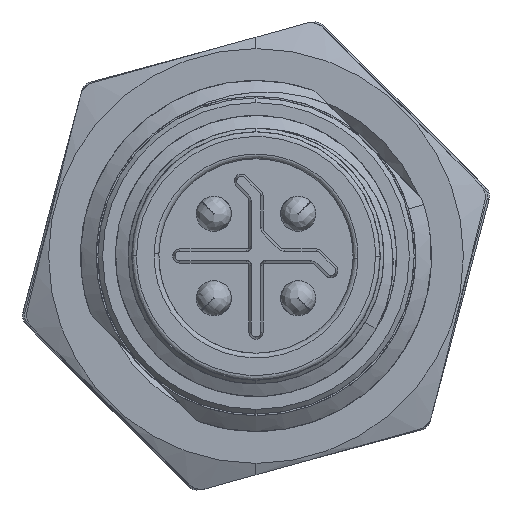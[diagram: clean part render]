
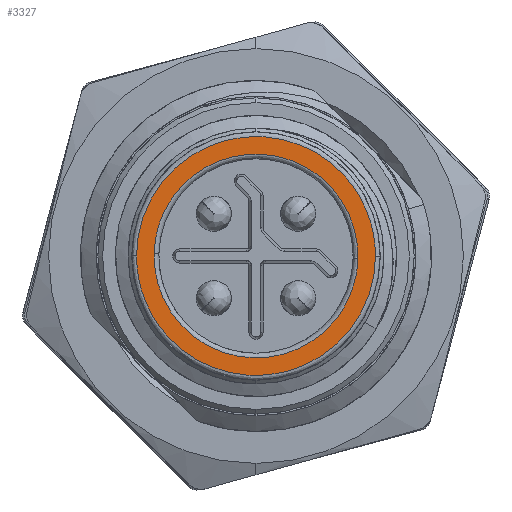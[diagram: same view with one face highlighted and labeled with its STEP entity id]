
A CAD part, left-side view. The second image highlights one B-rep face of the part: STEP entity #3327.
In plain terms, the highlighted planar face has unit normal (-1, 0, 0).
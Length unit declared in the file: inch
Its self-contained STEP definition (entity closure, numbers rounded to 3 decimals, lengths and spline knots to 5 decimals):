
#127 = CARTESIAN_POINT ( 'NONE',  ( -0.07874, -0.20079, 0.40089 ) ) ;
#815 = CARTESIAN_POINT ( 'NONE',  ( -0.07874, 0.20079, 0. ) ) ;
#1059 = CARTESIAN_POINT ( 'NONE',  ( -0.07874, 0.17144, -0.00578 ) ) ;
#1200 = CARTESIAN_POINT ( 'NONE',  ( -0.07874, 0.20079, 0. ) ) ;
#2571 = EDGE_CURVE ( 'NONE', #5661, #34799, #12711, .T. ) ;
#2813 = PLANE ( 'NONE',  #10746 ) ;
#3011 = CARTESIAN_POINT ( 'NONE',  ( -0.07874, 0.2001, 0.40123 ) ) ;
#3327 = ADVANCED_FACE ( 'NONE', ( #11808, #14511 ), #2813, .F. ) ;
#3372 = DIRECTION ( 'NONE',  ( 0., 0., -1. ) ) ;
#3518 = CARTESIAN_POINT ( 'NONE',  ( -0.07874, -0.17122, -0.00375 ) ) ;
#3538 = CARTESIAN_POINT ( 'NONE',  ( -0.07874, 0.16946, 0.02476 ) ) ;
#3696 = CARTESIAN_POINT ( 'NONE',  ( -0.07874, 0.20079, 0.00011 ) ) ;
#4180 = EDGE_CURVE ( 'NONE', #34799, #23447, #23272, .T. ) ;
#4311 = ORIENTED_EDGE ( 'NONE', *, *, #34673, .F. ) ;
#4638 = CARTESIAN_POINT ( 'NONE',  ( -0.07874, 0.20079, -0.40089 ) ) ;
#5499 = CARTESIAN_POINT ( 'NONE',  ( -0.07874, 0.20079, 0.00034 ) ) ;
#5630 = CARTESIAN_POINT ( 'NONE',  ( -0.07874, 0.16946, 0.02476 ) ) ;
#5661 = VERTEX_POINT ( 'NONE', #815 ) ;
#6006 = ORIENTED_EDGE ( 'NONE', *, *, #4180, .F. ) ;
#6438 = CARTESIAN_POINT ( 'NONE',  ( -0.07874, 0.16946, -0.02476 ) ) ;
#7526 = CARTESIAN_POINT ( 'NONE',  ( -0.07874, -0.20079, -0.00034 ) ) ;
#8308 = CARTESIAN_POINT ( 'NONE',  ( -0.07874, 0.17123, 0.00375 ) ) ;
#8374 = CARTESIAN_POINT ( 'NONE',  ( -0.07874, 0.12717, -0.31422 ) ) ;
#9145 = CARTESIAN_POINT ( 'NONE',  ( -0.07874, 0.20079, 0.00034 ) ) ;
#9461 = EDGE_CURVE ( 'NONE', #23447, #19080, #18152, .T. ) ;
#9509 = DIRECTION ( 'NONE',  ( 1., 0., 0. ) ) ;
#9829 = CARTESIAN_POINT ( 'NONE',  ( -0.07874, 0.20079, 0. ) ) ;
#10276 = EDGE_CURVE ( 'NONE', #16181, #23662, #17964, .T. ) ;
#10746 = AXIS2_PLACEMENT_3D ( 'NONE', #30409, #9509, #3372 ) ;
#10756 = CARTESIAN_POINT ( 'NONE',  ( -0.07874, 0.16946, 0.02476 ) ) ;
#11040 = CARTESIAN_POINT ( 'NONE',  ( -0.07874, -0.16481, -0.29621 ) ) ;
#11808 = FACE_BOUND ( 'NONE', #15758, .T. ) ;
#12711 =( BOUNDED_CURVE ( )  B_SPLINE_CURVE ( 3, ( #9829, #3696, #33195, #30537 ),
 .UNSPECIFIED., .F., .T. ) 
 B_SPLINE_CURVE_WITH_KNOTS ( ( 4, 4 ),
 ( 0., 0.00055 ),
 .UNSPECIFIED. ) 
 CURVE ( )  GEOMETRIC_REPRESENTATION_ITEM ( )  RATIONAL_B_SPLINE_CURVE ( ( 1., 1., 1., 1. ) ) 
 REPRESENTATION_ITEM ( '' )  );
#13820 = CARTESIAN_POINT ( 'NONE',  ( -0.07874, -0.17122, -0.00375 ) ) ;
#14511 = FACE_OUTER_BOUND ( 'NONE', #30737, .T. ) ;
#14579 = VERTEX_POINT ( 'NONE', #3538 ) ;
#15237 = CARTESIAN_POINT ( 'NONE',  ( -0.07874, -0.20079, 0. ) ) ;
#15686 = B_SPLINE_CURVE_WITH_KNOTS ( 'NONE', 3,
 ( #5630, #25948, #37627, #8308 ),
 .UNSPECIFIED., .F., .F.,
 ( 4, 4 ),
 ( 0., 0.42426 ),
 .UNSPECIFIED. ) ;
#15758 = EDGE_LOOP ( 'NONE', ( #24425, #37357, #4311, #25023 ) ) ;
#15925 = CARTESIAN_POINT ( 'NONE',  ( -0.07874, -0.20079, -0.00023 ) ) ;
#16181 = VERTEX_POINT ( 'NONE', #19269 ) ;
#17964 = B_SPLINE_CURVE_WITH_KNOTS ( 'NONE', 3,
 ( #21035, #1059, #32702, #6438 ),
 .UNSPECIFIED., .F., .F.,
 ( 4, 4 ),
 ( 0.42426, 1. ),
 .UNSPECIFIED. ) ;
#18152 =( BOUNDED_CURVE ( )  B_SPLINE_CURVE ( 3, ( #20804, #32477, #15925, #30314 ),
 .UNSPECIFIED., .F., .T. ) 
 B_SPLINE_CURVE_WITH_KNOTS ( ( 4, 4 ),
 ( 0., 0.00055 ),
 .UNSPECIFIED. ) 
 CURVE ( )  GEOMETRIC_REPRESENTATION_ITEM ( )  RATIONAL_B_SPLINE_CURVE ( ( 1., 1., 1., 1. ) ) 
 REPRESENTATION_ITEM ( '' )  );
#19080 = VERTEX_POINT ( 'NONE', #7526 ) ;
#19269 = CARTESIAN_POINT ( 'NONE',  ( -0.07874, 0.17123, 0.00375 ) ) ;
#19527 = CARTESIAN_POINT ( 'NONE',  ( -0.07874, -0.17122, -0.00375 ) ) ;
#19590 =( BOUNDED_CURVE ( )  B_SPLINE_CURVE ( 3, ( #13820, #36135, #21598, #10756 ),
 .UNSPECIFIED., .F., .T. ) 
 B_SPLINE_CURVE_WITH_KNOTS ( ( 4, 4 ),
 ( 0.49634, 1. ),
 .UNSPECIFIED. ) 
 CURVE ( )  GEOMETRIC_REPRESENTATION_ITEM ( )  RATIONAL_B_SPLINE_CURVE ( ( 1., 0.374, 0.374, 1. ) ) 
 REPRESENTATION_ITEM ( '' )  );
#20130 = ORIENTED_EDGE ( 'NONE', *, *, #2571, .F. ) ;
#20371 =( BOUNDED_CURVE ( )  B_SPLINE_CURVE ( 3, ( #25070, #8374, #11040, #19527 ),
 .UNSPECIFIED., .F., .T. ) 
 B_SPLINE_CURVE_WITH_KNOTS ( ( 4, 4 ),
 ( 0., 0.49634 ),
 .UNSPECIFIED. ) 
 CURVE ( )  GEOMETRIC_REPRESENTATION_ITEM ( )  RATIONAL_B_SPLINE_CURVE ( ( 1., 0.389, 0.389, 1. ) ) 
 REPRESENTATION_ITEM ( '' )  );
#20804 = CARTESIAN_POINT ( 'NONE',  ( -0.07874, -0.20079, 0. ) ) ;
#20872 = CARTESIAN_POINT ( 'NONE',  ( -0.07874, -0.20079, 0. ) ) ;
#21035 = CARTESIAN_POINT ( 'NONE',  ( -0.07874, 0.17123, 0.00375 ) ) ;
#21598 = CARTESIAN_POINT ( 'NONE',  ( -0.07874, 0.12545, 0.32596 ) ) ;
#23272 =( BOUNDED_CURVE ( )  B_SPLINE_CURVE ( 3, ( #5499, #3011, #127, #20872 ),
 .UNSPECIFIED., .F., .T. ) 
 B_SPLINE_CURVE_WITH_KNOTS ( ( 4, 4 ),
 ( 0.00055, 1. ),
 .UNSPECIFIED. ) 
 CURVE ( )  GEOMETRIC_REPRESENTATION_ITEM ( )  RATIONAL_B_SPLINE_CURVE ( ( 1., 0.334, 0.334, 1. ) ) 
 REPRESENTATION_ITEM ( '' )  );
#23447 = VERTEX_POINT ( 'NONE', #15237 ) ;
#23520 = ORIENTED_EDGE ( 'NONE', *, *, #9461, .F. ) ;
#23662 = VERTEX_POINT ( 'NONE', #24611 ) ;
#24425 = ORIENTED_EDGE ( 'NONE', *, *, #25413, .F. ) ;
#24611 = CARTESIAN_POINT ( 'NONE',  ( -0.07874, 0.16946, -0.02476 ) ) ;
#25023 = ORIENTED_EDGE ( 'NONE', *, *, #10276, .F. ) ;
#25070 = CARTESIAN_POINT ( 'NONE',  ( -0.07874, 0.16946, -0.02476 ) ) ;
#25342 = CARTESIAN_POINT ( 'NONE',  ( -0.07874, -0.20079, -0.00034 ) ) ;
#25413 = EDGE_CURVE ( 'NONE', #14579, #16181, #15686, .T. ) ;
#25948 = CARTESIAN_POINT ( 'NONE',  ( -0.07874, 0.17048, 0.0178 ) ) ;
#26787 = ORIENTED_EDGE ( 'NONE', *, *, #30809, .F. ) ;
#28415 =( BOUNDED_CURVE ( )  B_SPLINE_CURVE ( 3, ( #25342, #36457, #4638, #1200 ),
 .UNSPECIFIED., .F., .T. ) 
 B_SPLINE_CURVE_WITH_KNOTS ( ( 4, 4 ),
 ( 0.00055, 1. ),
 .UNSPECIFIED. ) 
 CURVE ( )  GEOMETRIC_REPRESENTATION_ITEM ( )  RATIONAL_B_SPLINE_CURVE ( ( 1., 0.334, 0.334, 1. ) ) 
 REPRESENTATION_ITEM ( '' )  );
#28435 = EDGE_CURVE ( 'NONE', #32703, #14579, #19590, .T. ) ;
#30314 = CARTESIAN_POINT ( 'NONE',  ( -0.07874, -0.20079, -0.00034 ) ) ;
#30409 = CARTESIAN_POINT ( 'NONE',  ( -0.07874, 0., 0. ) ) ;
#30537 = CARTESIAN_POINT ( 'NONE',  ( -0.07874, 0.20079, 0.00034 ) ) ;
#30737 = EDGE_LOOP ( 'NONE', ( #23520, #6006, #20130, #26787 ) ) ;
#30809 = EDGE_CURVE ( 'NONE', #19080, #5661, #28415, .T. ) ;
#32477 = CARTESIAN_POINT ( 'NONE',  ( -0.07874, -0.20079, -0.00011 ) ) ;
#32702 = CARTESIAN_POINT ( 'NONE',  ( -0.07874, 0.17085, -0.01533 ) ) ;
#32703 = VERTEX_POINT ( 'NONE', #3518 ) ;
#33195 = CARTESIAN_POINT ( 'NONE',  ( -0.07874, 0.20079, 0.00023 ) ) ;
#34673 = EDGE_CURVE ( 'NONE', #23662, #32703, #20371, .T. ) ;
#34799 = VERTEX_POINT ( 'NONE', #9145 ) ;
#36135 = CARTESIAN_POINT ( 'NONE',  ( -0.07874, -0.17789, 0.30057 ) ) ;
#36457 = CARTESIAN_POINT ( 'NONE',  ( -0.07874, -0.2001, -0.40123 ) ) ;
#37357 = ORIENTED_EDGE ( 'NONE', *, *, #28435, .F. ) ;
#37627 = CARTESIAN_POINT ( 'NONE',  ( -0.07874, 0.17107, 0.01078 ) ) ;
